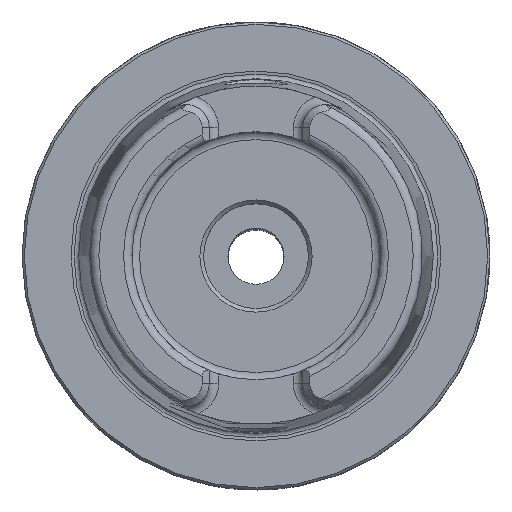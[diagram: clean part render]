
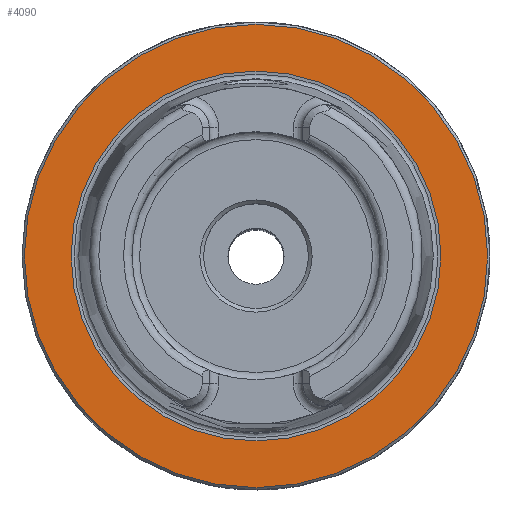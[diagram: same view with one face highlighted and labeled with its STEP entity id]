
A CAD part, top view. The second image highlights one B-rep face of the part: STEP entity #4090.
In plain terms, the highlighted planar face has unit normal (0, 0, 1).
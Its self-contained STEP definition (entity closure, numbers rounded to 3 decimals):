
#718=ORIENTED_EDGE('',*,*,#1266,.T.);
#719=ORIENTED_EDGE('',*,*,#1263,.F.);
#1263=EDGE_CURVE('',#1572,#1572,#1807,.T.);
#1266=EDGE_CURVE('',#1575,#1575,#1810,.T.);
#1572=VERTEX_POINT('',#6077);
#1575=VERTEX_POINT('',#6086);
#1807=CIRCLE('',#4375,39.511);
#1810=CIRCLE('',#4381,49.5);
#2046=EDGE_LOOP('',(#718));
#2047=EDGE_LOOP('',(#719));
#2368=FACE_BOUND('',#2046,.T.);
#2369=FACE_BOUND('',#2047,.T.);
#2578=PLANE('',#4380);
#4090=ADVANCED_FACE('',(#2368,#2369),#2578,.T.);
#4375=AXIS2_PLACEMENT_3D('',#6076,#4958,#4959);
#4380=AXIS2_PLACEMENT_3D('',#6084,#4968,#4969);
#4381=AXIS2_PLACEMENT_3D('',#6085,#4970,#4971);
#4958=DIRECTION('',(0.,0.,1.));
#4959=DIRECTION('',(1.,0.,0.));
#4968=DIRECTION('',(0.,0.,1.));
#4969=DIRECTION('',(1.,0.,0.));
#4970=DIRECTION('',(0.,0.,1.));
#4971=DIRECTION('',(1.,0.,0.));
#6076=CARTESIAN_POINT('',(0.,0.,0.));
#6077=CARTESIAN_POINT('',(39.511,0.,0.));
#6084=CARTESIAN_POINT('',(49.5,0.,0.));
#6085=CARTESIAN_POINT('',(0.,0.,0.));
#6086=CARTESIAN_POINT('',(49.5,0.,0.));
